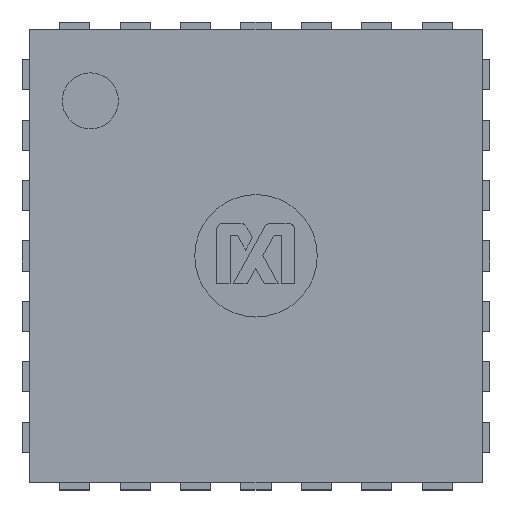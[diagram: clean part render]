
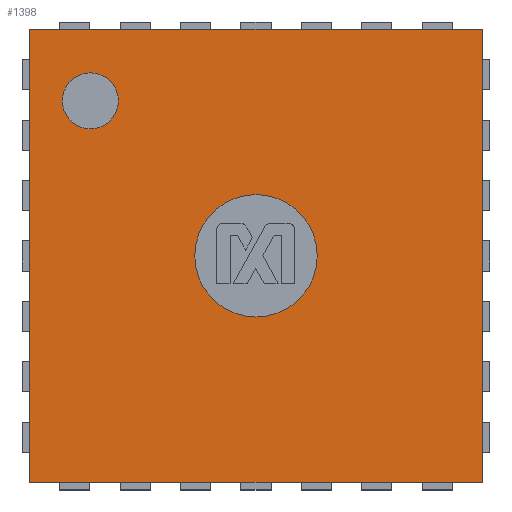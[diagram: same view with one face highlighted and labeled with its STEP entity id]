
A CAD part, top view. The second image highlights one B-rep face of the part: STEP entity #1398.
In plain terms, the highlighted planar face has unit normal (0, 0, 1).
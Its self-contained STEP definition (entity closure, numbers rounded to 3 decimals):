
#149 = CARTESIAN_POINT ( 'NONE',  ( 1.5, 1.5, 0.8 ) ) ;
#265 = DIRECTION ( 'NONE',  ( 0., 0., 1. ) ) ;
#423 = CARTESIAN_POINT ( 'NONE',  ( -1.5, 1.5, 0.8 ) ) ;
#696 = CARTESIAN_POINT ( 'NONE',  ( -0.405, 0., 0.8 ) ) ;
#761 = VECTOR ( 'NONE', #2875, 1000. ) ;
#881 = DIRECTION ( 'NONE',  ( 1., 0., 0. ) ) ;
#997 = AXIS2_PLACEMENT_3D ( 'NONE', #5886, #7140, #7667 ) ;
#1022 = VERTEX_POINT ( 'NONE', #6244 ) ;
#1216 = AXIS2_PLACEMENT_3D ( 'NONE', #2734, #4579, #881 ) ;
#1267 = CIRCLE ( 'NONE', #997, 0.405 ) ;
#1398 = ADVANCED_FACE ( 'NONE', ( #7187, #1627, #2789 ), #7221, .T. ) ;
#1577 = EDGE_CURVE ( 'NONE', #1911, #1022, #4251, .T. ) ;
#1599 = VECTOR ( 'NONE', #2354, 1000. ) ;
#1627 = FACE_BOUND ( 'NONE', #5905, .T. ) ;
#1823 = EDGE_CURVE ( 'NONE', #5160, #6328, #6185, .T. ) ;
#1908 = EDGE_LOOP ( 'NONE', ( #3887, #5470 ) ) ;
#1911 = VERTEX_POINT ( 'NONE', #423 ) ;
#1940 = CARTESIAN_POINT ( 'NONE',  ( 0., -1.5, 0.8 ) ) ;
#2218 = CARTESIAN_POINT ( 'NONE',  ( -0.912, 1.027, 0.8 ) ) ;
#2354 = DIRECTION ( 'NONE',  ( 0., -1., 0. ) ) ;
#2478 = VERTEX_POINT ( 'NONE', #696 ) ;
#2515 = AXIS2_PLACEMENT_3D ( 'NONE', #4063, #5935, #6550 ) ;
#2551 = VERTEX_POINT ( 'NONE', #8014 ) ;
#2652 = DIRECTION ( 'NONE',  ( 1., 0., 0. ) ) ;
#2734 = CARTESIAN_POINT ( 'NONE',  ( -1.098, 1.027, 0.8 ) ) ;
#2789 = FACE_BOUND ( 'NONE', #1908, .T. ) ;
#2806 = ORIENTED_EDGE ( 'NONE', *, *, #1577, .T. ) ;
#2858 = DIRECTION ( 'NONE',  ( 1., 0., 0. ) ) ;
#2875 = DIRECTION ( 'NONE',  ( -1., 0., 0. ) ) ;
#2940 = AXIS2_PLACEMENT_3D ( 'NONE', #4221, #6853, #8047 ) ;
#3004 = ORIENTED_EDGE ( 'NONE', *, *, #1823, .F. ) ;
#3182 = ORIENTED_EDGE ( 'NONE', *, *, #5426, .T. ) ;
#3372 = LINE ( 'NONE', #4108, #761 ) ;
#3431 = CIRCLE ( 'NONE', #7112, 0.186 ) ;
#3541 = EDGE_CURVE ( 'NONE', #1022, #2551, #7006, .T. ) ;
#3887 = ORIENTED_EDGE ( 'NONE', *, *, #7416, .F. ) ;
#3923 = EDGE_CURVE ( 'NONE', #4429, #2478, #6074, .T. ) ;
#4063 = CARTESIAN_POINT ( 'NONE',  ( 0., 0., 0.8 ) ) ;
#4108 = CARTESIAN_POINT ( 'NONE',  ( 0., 1.5, 0.8 ) ) ;
#4178 = CARTESIAN_POINT ( 'NONE',  ( -1.5, 0., 0.8 ) ) ;
#4213 = ORIENTED_EDGE ( 'NONE', *, *, #3541, .T. ) ;
#4221 = CARTESIAN_POINT ( 'NONE',  ( 0., 0., 0.8 ) ) ;
#4251 = LINE ( 'NONE', #4178, #1599 ) ;
#4429 = VERTEX_POINT ( 'NONE', #7182 ) ;
#4545 = ORIENTED_EDGE ( 'NONE', *, *, #5515, .T. ) ;
#4579 = DIRECTION ( 'NONE',  ( 0., 0., 1. ) ) ;
#4698 = EDGE_CURVE ( 'NONE', #6328, #5160, #3431, .T. ) ;
#4772 = VECTOR ( 'NONE', #2652, 1000. ) ;
#5160 = VERTEX_POINT ( 'NONE', #5332 ) ;
#5332 = CARTESIAN_POINT ( 'NONE',  ( -1.283, 1.027, 0.8 ) ) ;
#5426 = EDGE_CURVE ( 'NONE', #2551, #7120, #7605, .T. ) ;
#5470 = ORIENTED_EDGE ( 'NONE', *, *, #3923, .F. ) ;
#5515 = EDGE_CURVE ( 'NONE', #7120, #1911, #3372, .T. ) ;
#5724 = VECTOR ( 'NONE', #6363, 1000. ) ;
#5886 = CARTESIAN_POINT ( 'NONE',  ( 0., 0., 0.8 ) ) ;
#5905 = EDGE_LOOP ( 'NONE', ( #7668, #3004 ) ) ;
#5935 = DIRECTION ( 'NONE',  ( 0., 0., 1. ) ) ;
#6074 = CIRCLE ( 'NONE', #2940, 0.405 ) ;
#6185 = CIRCLE ( 'NONE', #1216, 0.186 ) ;
#6244 = CARTESIAN_POINT ( 'NONE',  ( -1.5, -1.5, 0.8 ) ) ;
#6328 = VERTEX_POINT ( 'NONE', #2218 ) ;
#6363 = DIRECTION ( 'NONE',  ( 0., 1., 0. ) ) ;
#6482 = EDGE_LOOP ( 'NONE', ( #3182, #4545, #2806, #4213 ) ) ;
#6550 = DIRECTION ( 'NONE',  ( 1., 0., 0. ) ) ;
#6853 = DIRECTION ( 'NONE',  ( 0., 0., 1. ) ) ;
#6989 = CARTESIAN_POINT ( 'NONE',  ( 1.5, 0., 0.8 ) ) ;
#7006 = LINE ( 'NONE', #1940, #4772 ) ;
#7112 = AXIS2_PLACEMENT_3D ( 'NONE', #7785, #265, #2858 ) ;
#7120 = VERTEX_POINT ( 'NONE', #149 ) ;
#7140 = DIRECTION ( 'NONE',  ( 0., 0., 1. ) ) ;
#7182 = CARTESIAN_POINT ( 'NONE',  ( 0.405, 0., 0.8 ) ) ;
#7187 = FACE_OUTER_BOUND ( 'NONE', #6482, .T. ) ;
#7221 = PLANE ( 'NONE',  #2515 ) ;
#7416 = EDGE_CURVE ( 'NONE', #2478, #4429, #1267, .T. ) ;
#7605 = LINE ( 'NONE', #6989, #5724 ) ;
#7667 = DIRECTION ( 'NONE',  ( 1., 0., 0. ) ) ;
#7668 = ORIENTED_EDGE ( 'NONE', *, *, #4698, .F. ) ;
#7785 = CARTESIAN_POINT ( 'NONE',  ( -1.098, 1.027, 0.8 ) ) ;
#8014 = CARTESIAN_POINT ( 'NONE',  ( 1.5, -1.5, 0.8 ) ) ;
#8047 = DIRECTION ( 'NONE',  ( 1., 0., 0. ) ) ;
